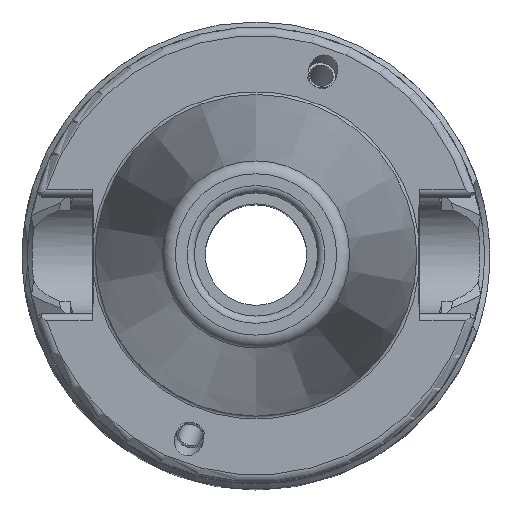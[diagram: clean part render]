
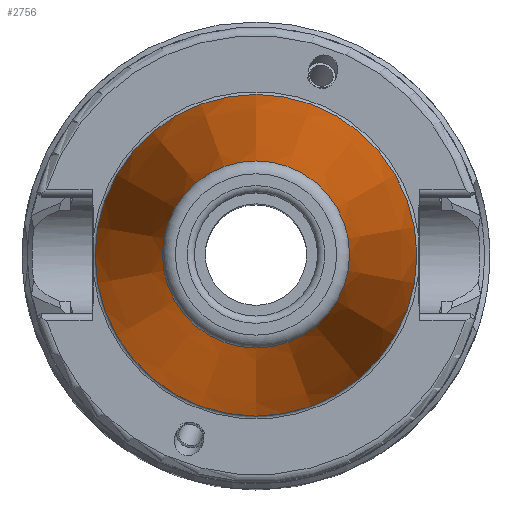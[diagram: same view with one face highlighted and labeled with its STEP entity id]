
A CAD part, top view. The second image highlights one B-rep face of the part: STEP entity #2756.
In plain terms, the highlighted conical face has half-angle 8.297 degrees and reference radius 17.554 mm.
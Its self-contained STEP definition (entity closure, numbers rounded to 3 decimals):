
#157=CONICAL_SURFACE('',#3079,17.554,0.145);
#333=LINE('',#5851,#482);
#482=VECTOR('',#3830,17.554);
#678=FACE_OUTER_BOUND('',#856,.T.);
#856=EDGE_LOOP('',(#2599,#2600,#2601,#2602,#2603));
#1054=CIRCLE('',#3028,12.912);
#1055=CIRCLE('',#3029,12.912);
#1083=CIRCLE('',#3078,22.196);
#1337=VERTEX_POINT('',#5769);
#1338=VERTEX_POINT('',#5771);
#1358=VERTEX_POINT('',#5847);
#1736=EDGE_CURVE('',#1337,#1338,#1054,.T.);
#1737=EDGE_CURVE('',#1338,#1337,#1055,.T.);
#1771=EDGE_CURVE('',#1358,#1358,#1083,.T.);
#1773=EDGE_CURVE('',#1338,#1358,#333,.T.);
#2599=ORIENTED_EDGE('',*,*,#1737,.F.);
#2600=ORIENTED_EDGE('',*,*,#1773,.T.);
#2601=ORIENTED_EDGE('',*,*,#1771,.T.);
#2602=ORIENTED_EDGE('',*,*,#1773,.F.);
#2603=ORIENTED_EDGE('',*,*,#1736,.F.);
#2756=ADVANCED_FACE('',(#678),#157,.T.);
#3028=AXIS2_PLACEMENT_3D('',#5772,#3719,#3720);
#3029=AXIS2_PLACEMENT_3D('',#5773,#3721,#3722);
#3078=AXIS2_PLACEMENT_3D('',#5848,#3825,#3826);
#3079=AXIS2_PLACEMENT_3D('',#5850,#3828,#3829);
#3719=DIRECTION('center_axis',(0.,0.,1.));
#3720=DIRECTION('ref_axis',(1.,0.,0.));
#3721=DIRECTION('center_axis',(0.,0.,1.));
#3722=DIRECTION('ref_axis',(1.,0.,0.));
#3825=DIRECTION('center_axis',(0.,0.,1.));
#3826=DIRECTION('ref_axis',(1.,0.,0.));
#3828=DIRECTION('center_axis',(0.,0.,-1.));
#3829=DIRECTION('ref_axis',(0.,-1.,0.));
#3830=DIRECTION('',(0.,0.144,-0.99));
#5769=CARTESIAN_POINT('',(12.912,0.,63.86));
#5771=CARTESIAN_POINT('',(0.,12.912,63.86));
#5772=CARTESIAN_POINT('Origin',(0.,0.,63.86));
#5773=CARTESIAN_POINT('Origin',(0.,0.,63.86));
#5847=CARTESIAN_POINT('',(0.,22.196,0.2));
#5848=CARTESIAN_POINT('Origin',(0.,0.,0.2));
#5850=CARTESIAN_POINT('Origin',(0.,0.,32.03));
#5851=CARTESIAN_POINT('',(0.,17.554,32.03));
